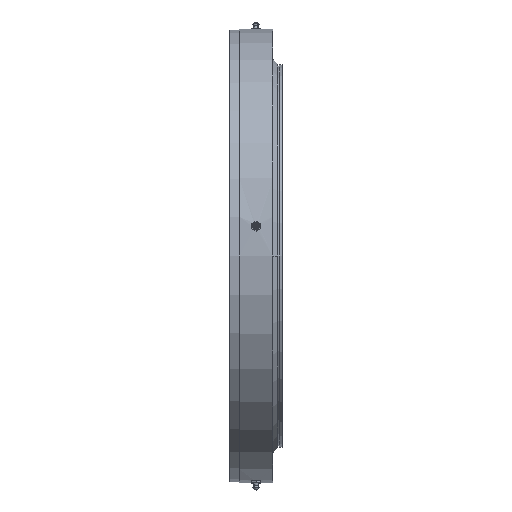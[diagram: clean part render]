
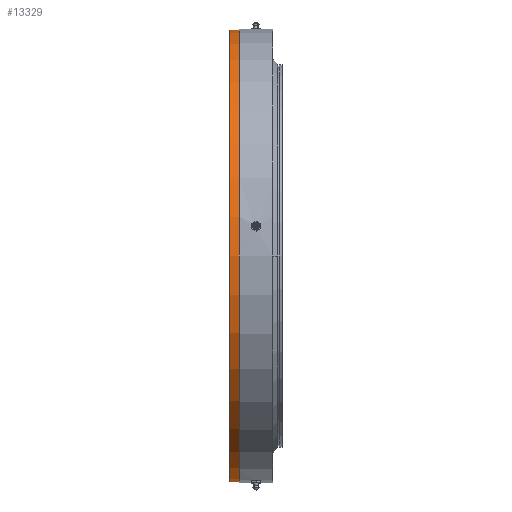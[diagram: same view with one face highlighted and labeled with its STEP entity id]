
A CAD part, left-side view. The second image highlights one B-rep face of the part: STEP entity #13329.
In plain terms, the highlighted cylindrical face has radius 242 mm (diameter 484 mm), a partial arc.
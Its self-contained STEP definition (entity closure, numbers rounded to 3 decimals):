
#59 = ORIENTED_EDGE ( 'NONE', *, *, #20655, .F. ) ;
#97 = CARTESIAN_POINT ( 'NONE',  ( 0., -61.11, 0. ) ) ;
#1050 = DIRECTION ( 'NONE',  ( 0., -1., 0. ) ) ;
#1794 = ORIENTED_EDGE ( 'NONE', *, *, #12786, .F. ) ;
#1797 = DIRECTION ( 'NONE',  ( 0., 0., 1. ) ) ;
#2911 = VERTEX_POINT ( 'NONE', #10600 ) ;
#3604 = CIRCLE ( 'NONE', #20945, 242. ) ;
#5534 = DIRECTION ( 'NONE',  ( 0., 0., 1. ) ) ;
#5582 = CARTESIAN_POINT ( 'NONE',  ( 0., 18., 242. ) ) ;
#5833 = EDGE_CURVE ( 'NONE', #8804, #2911, #10646, .T. ) ;
#8241 = CIRCLE ( 'NONE', #21116, 242. ) ;
#8804 = VERTEX_POINT ( 'NONE', #18894 ) ;
#9257 = EDGE_LOOP ( 'NONE', ( #21492, #12573, #59, #1794 ) ) ;
#10392 = DIRECTION ( 'NONE',  ( 0., 1., 0. ) ) ;
#10600 = CARTESIAN_POINT ( 'NONE',  ( 0., 18., -242. ) ) ;
#10646 = LINE ( 'NONE', #20831, #11202 ) ;
#11202 = VECTOR ( 'NONE', #16211, 1000. ) ;
#11644 = VECTOR ( 'NONE', #16176, 1000. ) ;
#12284 = AXIS2_PLACEMENT_3D ( 'NONE', #97, #1050, #5534 ) ;
#12403 = DIRECTION ( 'NONE',  ( 0., -1., 0. ) ) ;
#12573 = ORIENTED_EDGE ( 'NONE', *, *, #5833, .T. ) ;
#12786 = EDGE_CURVE ( 'NONE', #18588, #22266, #21596, .T. ) ;
#13329 = ADVANCED_FACE ( 'NONE', ( #16280 ), #20453, .T. ) ;
#14321 = CARTESIAN_POINT ( 'NONE',  ( 0., 28., 242. ) ) ;
#16176 = DIRECTION ( 'NONE',  ( 0., -1., 0. ) ) ;
#16211 = DIRECTION ( 'NONE',  ( 0., -1., 0. ) ) ;
#16280 = FACE_OUTER_BOUND ( 'NONE', #9257, .T. ) ;
#18588 = VERTEX_POINT ( 'NONE', #14321 ) ;
#18894 = CARTESIAN_POINT ( 'NONE',  ( 0., 28., -242. ) ) ;
#20453 = CYLINDRICAL_SURFACE ( 'NONE', #12284, 242. ) ;
#20655 = EDGE_CURVE ( 'NONE', #22266, #2911, #3604, .T. ) ;
#20831 = CARTESIAN_POINT ( 'NONE',  ( 0., -61.11, -242. ) ) ;
#20945 = AXIS2_PLACEMENT_3D ( 'NONE', #22994, #12403, #1797 ) ;
#20982 = CARTESIAN_POINT ( 'NONE',  ( 0., 28., 0. ) ) ;
#21116 = AXIS2_PLACEMENT_3D ( 'NONE', #20982, #10392, #22759 ) ;
#21492 = ORIENTED_EDGE ( 'NONE', *, *, #22114, .F. ) ;
#21596 = LINE ( 'NONE', #22954, #11644 ) ;
#22114 = EDGE_CURVE ( 'NONE', #8804, #18588, #8241, .T. ) ;
#22266 = VERTEX_POINT ( 'NONE', #5582 ) ;
#22759 = DIRECTION ( 'NONE',  ( 0., 0., 1. ) ) ;
#22954 = CARTESIAN_POINT ( 'NONE',  ( 0., -61.11, 242. ) ) ;
#22994 = CARTESIAN_POINT ( 'NONE',  ( 0., 18., 0. ) ) ;
